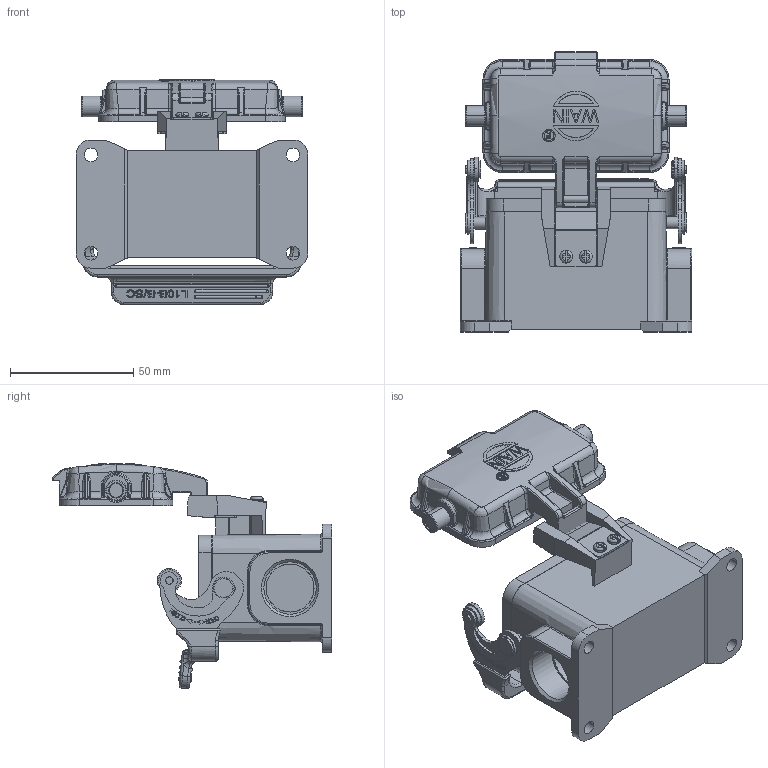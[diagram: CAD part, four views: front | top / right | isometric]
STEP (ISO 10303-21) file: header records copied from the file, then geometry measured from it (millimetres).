
FILE_DESCRIPTION(/* description */ (''),/* implementation_level */ '2;1');
FILE_NAME(/* name */ 'H10B-SF-1L SC-MCV.stp',/* time_stamp */ '2023-08-30T10:28:52+08:00',/* author */ (''),/* organization */ (''),/* preprocessor_version */ 'ST-DEVELOPER v18.1',/* originating_system */ 'SIEMENS PLM Software NX 1980',/* authorisation */ '');
FILE_SCHEMA (('AUTOMOTIVE_DESIGN { 1 0 10303 214 3 1 1 1 }'));
Products named in the file (1): 1384272C78856m8g
Bounding box: 94 x 113.67 x 91.46 mm (x, y, z)
Volume: 111141.3 mm3; surface area: 75354.4 mm2
Topology: 23 solids, 31 shells, 2433 faces, 6396 edges, 4058 vertices
Faces by surface type: cylinder 1068, plane 872, torus 216, bspline 113, cone 82, sphere 45, extrusion 37
Full cylindrical faces by diameter (mm): 1.9 x2, 2.65 x3, 3 x2, 4 x4, 4.9 x2, 8 x2, 18.5 x1, 19.5 x1, 21.3 x1
Entity records: 99209 total; most frequent: CARTESIAN_POINT 43310, ORIENTED_EDGE 12528, DIRECTION 9740, EDGE_CURVE 6283, VERTEX_POINT 4047, AXIS2_PLACEMENT_3D 3565, EDGE_LOOP 2650, VECTOR 2610
